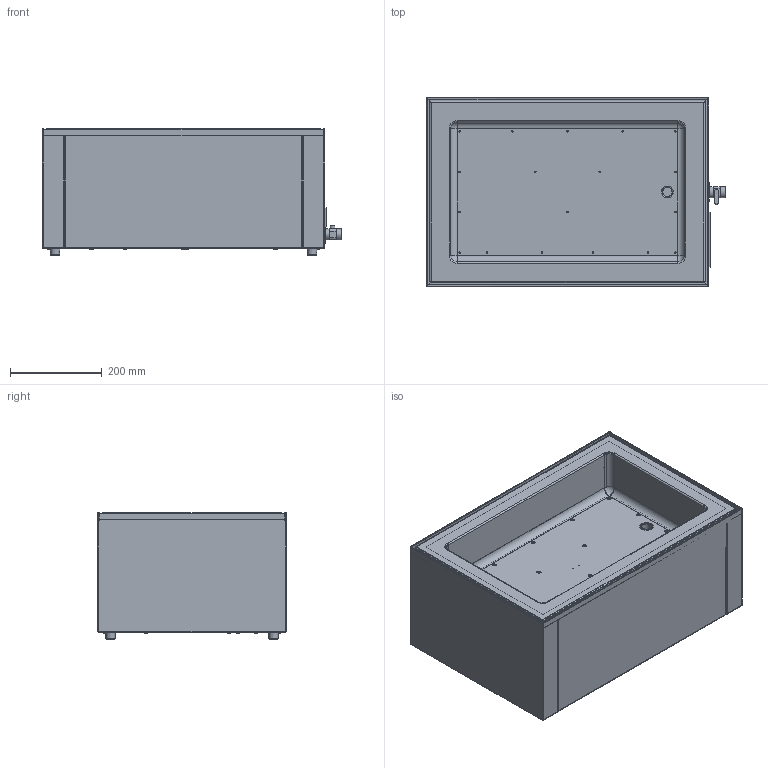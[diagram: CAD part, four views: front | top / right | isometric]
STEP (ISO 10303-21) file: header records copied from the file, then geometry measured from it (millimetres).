
FILE_DESCRIPTION(/* description */ ('This is a sample STEP configuration'),/* implementation_level */ '2;1');
FILE_NAME(/* name */ '15150000_A.stp',/* time_stamp */ '2021-05-28T08:23:16+02:00',/* author */ ('powerJobs'),/* organization */ ('coolOrange'),/* preprocessor_version */ 'ST-DEVELOPER v18.1',/* originating_system */ 'Autodesk Inventor 2021',/* authorisation */ '');
FILE_SCHEMA (('AUTOMOTIVE_DESIGN { 1 0 10303 214 3 1 1 }'));
Products named in the file (1): ENG-00003450
Bounding box: 652 x 410 x 275 mm (x, y, z)
Volume: 12811696.4 mm3; surface area: 3470458.2 mm2
Topology: 2 solids, 78 shells, 3701 faces, 9956 edges, 6549 vertices
Faces by surface type: plane 2470, cylinder 883, bspline 144, cone 96, torus 91, sphere 17
Full cylindrical faces by diameter (mm): 1.8 x3, 2.3 x15, 2.459 x2, 2.5 x7, 3 x26, 3.249 x1, 3.3 x2, 3.749 x1, 4 x39, 5 x39, 5.5 x34, 6.3 x2, 6.5 x5, 7 x2, 7.6 x14, 8 x5, 8.2 x5, 9 x18, 9.5 x6, 11 x1, 12 x1, 12.2 x1, 14.16 x2, 16 x1, 16.5 x1, 18 x2, 19.6 x1, 19.98 x1, 20 x2, 20.5 x2
Entity records: 124505 total; most frequent: CARTESIAN_POINT 27084, ORIENTED_EDGE 19868, DIRECTION 18885, EDGE_CURVE 9934, LINE 6819, VECTOR 6819, VERTEX_POINT 6549, AXIS2_PLACEMENT_3D 6033
